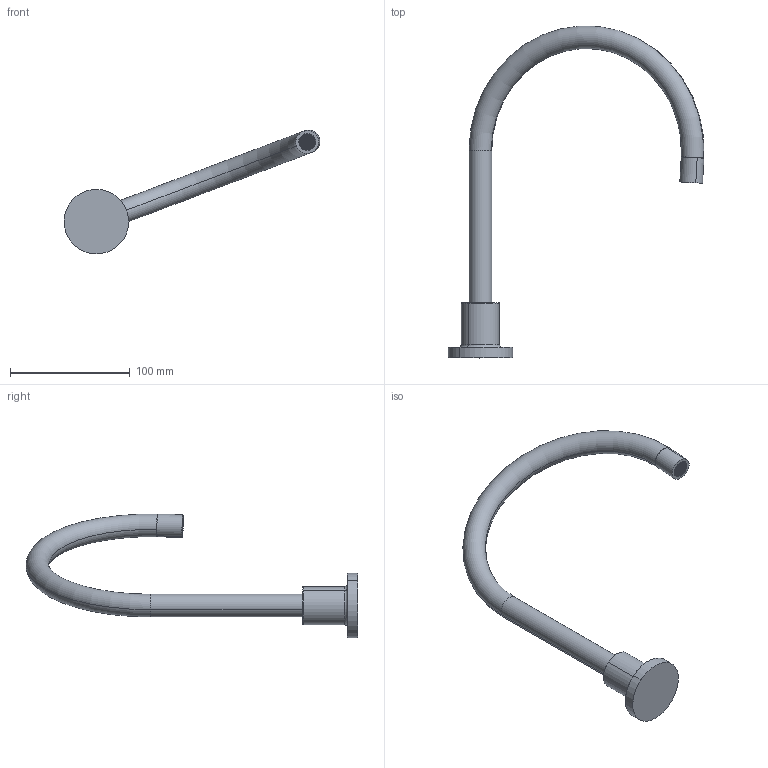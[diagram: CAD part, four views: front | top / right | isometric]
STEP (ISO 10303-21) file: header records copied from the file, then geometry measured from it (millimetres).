
FILE_DESCRIPTION (( 'STEP AP214' ), '1' );
FILE_NAME ('SHSIOC_shell.STEP', '2017-07-24T23:12:06', ( 'khoa' ), ( '' ), 'SwSTEP 2.0', 'SolidWorks 2016', '' );
FILE_SCHEMA (( 'AUTOMOTIVE_DESIGN' ));
Length unit declared in the file: millimetre
Products named in the file (2): SHSIOC_shell
Bounding box: 214.08 x 277.74 x 103.56 mm (x, y, z)
Volume: 80920.4 mm3; surface area: 61939.1 mm2
Topology: 3 solids, 4 shells, 1831 faces, 5602 edges, 3726 vertices
Faces by surface type: plane 1781, cylinder 32, torus 10, cone 8
Entity records: 82843 total; most frequent: ORIENTED_EDGE 11204, CARTESIAN_POINT 11161, DIRECTION 9476, EDGE_CURVE 5602, LINE 5394, VECTOR 5394, VERTEX_POINT 3726, EDGE_LOOP 2406
